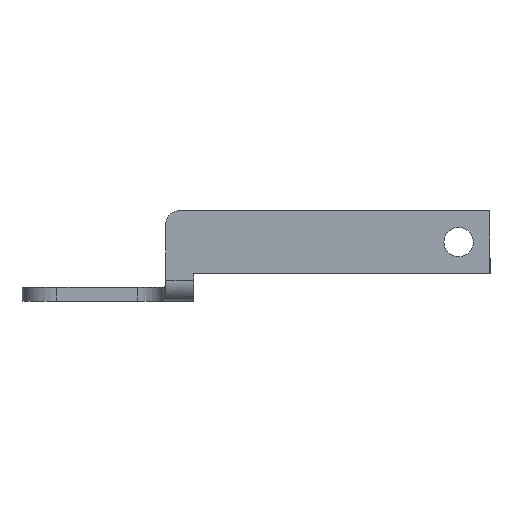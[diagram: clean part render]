
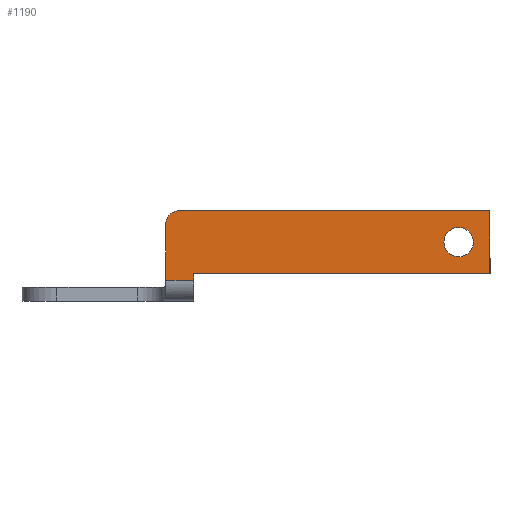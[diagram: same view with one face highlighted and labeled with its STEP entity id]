
A CAD part, left-side view. The second image highlights one B-rep face of the part: STEP entity #1190.
In plain terms, the highlighted planar face has unit normal (-1, 0, 0).
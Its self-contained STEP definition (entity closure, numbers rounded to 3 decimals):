
#513 = VERTEX_POINT ( 'NONE', #2104 ) ;
#522 = EDGE_CURVE ( 'NONE', #529, #513, #2091, .T. ) ;
#529 = VERTEX_POINT ( 'NONE', #2135 ) ;
#1080 = VERTEX_POINT ( 'NONE', #3006 ) ;
#1082 = VERTEX_POINT ( 'NONE', #3003 ) ;
#1093 = VERTEX_POINT ( 'NONE', #2992 ) ;
#1096 = VERTEX_POINT ( 'NONE', #3004 ) ;
#1103 = EDGE_CURVE ( 'NONE', #513, #529, #3023, .T. ) ;
#1109 = EDGE_CURVE ( 'NONE', #1082, #1080, #3010, .T. ) ;
#1128 = VERTEX_POINT ( 'NONE', #3039 ) ;
#1132 = EDGE_CURVE ( 'NONE', #1128, #1186, #3064, .T. ) ;
#1137 = EDGE_CURVE ( 'NONE', #1093, #1096, #3055, .T. ) ;
#1142 = EDGE_CURVE ( 'NONE', #1186, #1082, #3058, .T. ) ;
#1148 = EDGE_CURVE ( 'NONE', #1096, #1128, #3094, .T. ) ;
#1152 = VERTEX_POINT ( 'NONE', #3108 ) ;
#1159 = EDGE_CURVE ( 'NONE', #1152, #1093, #3125, .T. ) ;
#1174 = ORIENTED_EDGE ( 'NONE', *, *, #1132, .F. ) ;
#1177 = ORIENTED_EDGE ( 'NONE', *, *, #1137, .F. ) ;
#1178 = EDGE_CURVE ( 'NONE', #1080, #1152, #3162, .T. ) ;
#1179 = ORIENTED_EDGE ( 'NONE', *, *, #522, .T. ) ;
#1180 = ORIENTED_EDGE ( 'NONE', *, *, #1178, .F. ) ;
#1181 = EDGE_LOOP ( 'NONE', ( #1182, #1179 ) ) ;
#1182 = ORIENTED_EDGE ( 'NONE', *, *, #1103, .T. ) ;
#1184 = EDGE_LOOP ( 'NONE', ( #1191, #1192, #1174, #1188, #1177, #1193, #1180 ) ) ;
#1186 = VERTEX_POINT ( 'NONE', #3153 ) ;
#1188 = ORIENTED_EDGE ( 'NONE', *, *, #1148, .F. ) ;
#1190 = ADVANCED_FACE ( 'NONE', ( #3146, #3147 ), #3149, .F. ) ;
#1191 = ORIENTED_EDGE ( 'NONE', *, *, #1109, .F. ) ;
#1192 = ORIENTED_EDGE ( 'NONE', *, *, #1142, .F. ) ;
#1193 = ORIENTED_EDGE ( 'NONE', *, *, #1159, .F. ) ;
#2090 = CARTESIAN_POINT ( 'NONE',  ( -48.5, -48.6, 6.498 ) ) ;
#2091 = CIRCLE ( 'NONE', #2101, 2.1 ) ;
#2101 = AXIS2_PLACEMENT_3D ( 'NONE', #2090, #2134, #2133 ) ;
#2104 = CARTESIAN_POINT ( 'NONE',  ( -48.5, -48.6, 4.398 ) ) ;
#2133 = DIRECTION ( 'NONE',  ( 0., 0., 1. ) ) ;
#2134 = DIRECTION ( 'NONE',  ( 1., 0., 0. ) ) ;
#2135 = CARTESIAN_POINT ( 'NONE',  ( -48.5, -48.6, 8.598 ) ) ;
#2992 = CARTESIAN_POINT ( 'NONE',  ( -48.5, -8.6, 10.998 ) ) ;
#2999 = AXIS2_PLACEMENT_3D ( 'NONE', #3022, #3021, #3020 ) ;
#3003 = CARTESIAN_POINT ( 'NONE',  ( -48.5, -10.6, 1. ) ) ;
#3004 = CARTESIAN_POINT ( 'NONE',  ( -48.5, -53.1, 10.998 ) ) ;
#3006 = CARTESIAN_POINT ( 'NONE',  ( -48.5, -6.6, 1. ) ) ;
#3008 = VECTOR ( 'NONE', #3050, 1000. ) ;
#3009 = CARTESIAN_POINT ( 'NONE',  ( -48.5, -8.6, 1. ) ) ;
#3010 = LINE ( 'NONE', #3009, #3008 ) ;
#3020 = DIRECTION ( 'NONE',  ( 0., 0., 1. ) ) ;
#3021 = DIRECTION ( 'NONE',  ( 1., 0., 0. ) ) ;
#3022 = CARTESIAN_POINT ( 'NONE',  ( -48.5, -48.6, 6.498 ) ) ;
#3023 = CIRCLE ( 'NONE', #2999, 2.1 ) ;
#3039 = CARTESIAN_POINT ( 'NONE',  ( -48.5, -53.1, 1.998 ) ) ;
#3050 = DIRECTION ( 'NONE',  ( 0., 1., 0. ) ) ;
#3051 = DIRECTION ( 'NONE',  ( 0., -1., 0. ) ) ;
#3052 = VECTOR ( 'NONE', #3051, 1000. ) ;
#3053 = CARTESIAN_POINT ( 'NONE',  ( -48.5, -53.1, 10.998 ) ) ;
#3055 = LINE ( 'NONE', #3053, #3052 ) ;
#3058 = LINE ( 'NONE', #3107, #3106 ) ;
#3061 = DIRECTION ( 'NONE',  ( 0., 1., 0. ) ) ;
#3062 = VECTOR ( 'NONE', #3061, 1000. ) ;
#3063 = CARTESIAN_POINT ( 'NONE',  ( -48.5, -10.6, 1.998 ) ) ;
#3064 = LINE ( 'NONE', #3063, #3062 ) ;
#3091 = DIRECTION ( 'NONE',  ( 0., 0., -1. ) ) ;
#3092 = VECTOR ( 'NONE', #3091, 1000. ) ;
#3093 = CARTESIAN_POINT ( 'NONE',  ( -48.5, -53.1, 1.998 ) ) ;
#3094 = LINE ( 'NONE', #3093, #3092 ) ;
#3105 = DIRECTION ( 'NONE',  ( 0., 0., -1. ) ) ;
#3106 = VECTOR ( 'NONE', #3105, 1000. ) ;
#3107 = CARTESIAN_POINT ( 'NONE',  ( -48.5, -10.6, -3.142 ) ) ;
#3108 = CARTESIAN_POINT ( 'NONE',  ( -48.5, -6.6, 8.998 ) ) ;
#3119 = DIRECTION ( 'NONE',  ( 0., 0., 1. ) ) ;
#3120 = DIRECTION ( 'NONE',  ( 1., 0., 0. ) ) ;
#3121 = CARTESIAN_POINT ( 'NONE',  ( -48.5, -8.6, 8.998 ) ) ;
#3123 = AXIS2_PLACEMENT_3D ( 'NONE', #3121, #3120, #3119 ) ;
#3125 = CIRCLE ( 'NONE', #3123, 2. ) ;
#3139 = DIRECTION ( 'NONE',  ( 0., 0., -1. ) ) ;
#3140 = DIRECTION ( 'NONE',  ( 1., 0., 0. ) ) ;
#3141 = CARTESIAN_POINT ( 'NONE',  ( -48.5, -8.6, -104.282 ) ) ;
#3146 = FACE_OUTER_BOUND ( 'NONE', #1184, .T. ) ;
#3147 = FACE_BOUND ( 'NONE', #1181, .T. ) ;
#3149 = PLANE ( 'NONE',  #3161 ) ;
#3150 = DIRECTION ( 'NONE',  ( 0., 0., 1. ) ) ;
#3151 = VECTOR ( 'NONE', #3150, 1000. ) ;
#3152 = CARTESIAN_POINT ( 'NONE',  ( -48.5, -6.6, 8.998 ) ) ;
#3153 = CARTESIAN_POINT ( 'NONE',  ( -48.5, -10.6, 1.998 ) ) ;
#3161 = AXIS2_PLACEMENT_3D ( 'NONE', #3141, #3140, #3139 ) ;
#3162 = LINE ( 'NONE', #3152, #3151 ) ;
